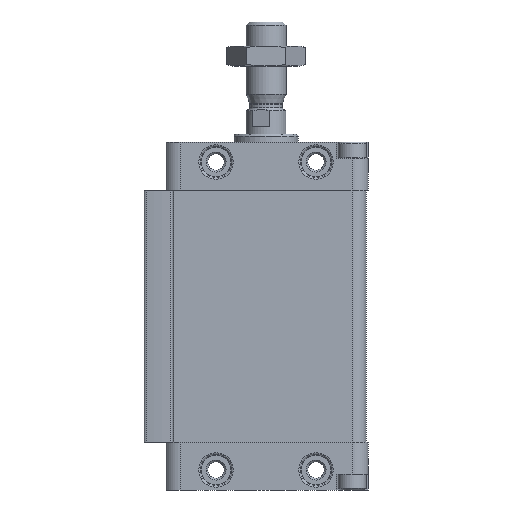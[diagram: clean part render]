
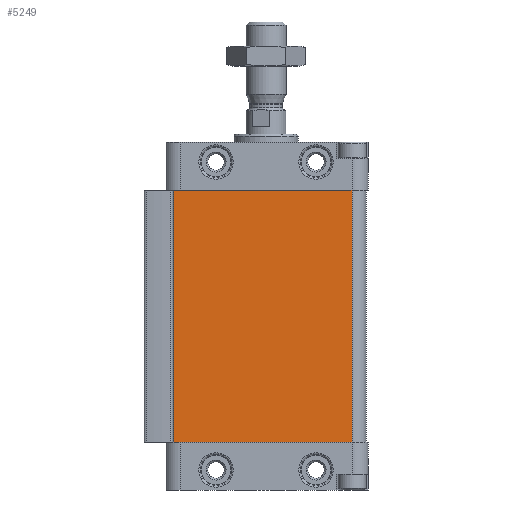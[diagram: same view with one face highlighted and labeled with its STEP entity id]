
A CAD part, left-side view. The second image highlights one B-rep face of the part: STEP entity #5249.
In plain terms, the highlighted planar face has unit normal (-1, 0, 0).
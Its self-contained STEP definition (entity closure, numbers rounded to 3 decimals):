
#877=ORIENTED_EDGE('',*,*,#2235,.F.);
#878=ORIENTED_EDGE('',*,*,#2288,.F.);
#879=ORIENTED_EDGE('',*,*,#2289,.T.);
#880=ORIENTED_EDGE('',*,*,#2290,.T.);
#2235=EDGE_CURVE('',#2937,#2939,#3383,.T.);
#2288=EDGE_CURVE('',#2978,#2937,#3412,.T.);
#2289=EDGE_CURVE('',#2978,#2979,#3413,.T.);
#2290=EDGE_CURVE('',#2979,#2939,#3414,.T.);
#2937=VERTEX_POINT('',#8393);
#2939=VERTEX_POINT('',#8396);
#2978=VERTEX_POINT('',#8496);
#2979=VERTEX_POINT('',#8500);
#3383=LINE('',#8395,#3737);
#3412=LINE('',#8497,#3766);
#3413=LINE('',#8499,#3767);
#3414=LINE('',#8501,#3768);
#3737=VECTOR('',#6573,1000.);
#3766=VECTOR('',#6668,1000.);
#3767=VECTOR('',#6671,1000.);
#3768=VECTOR('',#6672,1000.);
#4122=EDGE_LOOP('',(#877,#878,#879,#880));
#4618=FACE_BOUND('',#4122,.T.);
#5046=PLANE('',#5751);
#5249=ADVANCED_FACE('',(#4618),#5046,.T.);
#5751=AXIS2_PLACEMENT_3D('',#8498,#6669,#6670);
#6573=DIRECTION('',(0.,-1.,0.));
#6668=DIRECTION('',(0.,0.,1.));
#6669=DIRECTION('',(-1.,0.,0.));
#6670=DIRECTION('',(0.,0.,1.));
#6671=DIRECTION('',(0.,-1.,0.));
#6672=DIRECTION('',(0.,0.,1.));
#8393=CARTESIAN_POINT('',(-9.5,23.042,-12.));
#8395=CARTESIAN_POINT('',(-9.5,23.042,-12.));
#8396=CARTESIAN_POINT('',(-9.5,-21.5,-12.));
#8496=CARTESIAN_POINT('',(-9.5,23.042,-75.));
#8497=CARTESIAN_POINT('',(-9.5,23.042,-75.));
#8498=CARTESIAN_POINT('',(-9.5,23.042,-75.));
#8499=CARTESIAN_POINT('',(-9.5,23.042,-75.));
#8500=CARTESIAN_POINT('',(-9.5,-21.5,-75.));
#8501=CARTESIAN_POINT('',(-9.5,-21.5,-75.));
